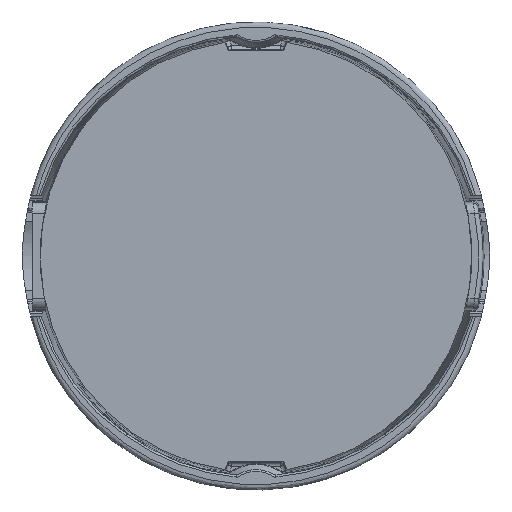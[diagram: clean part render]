
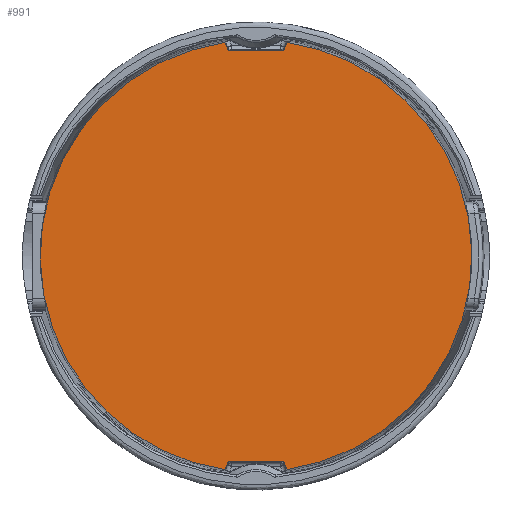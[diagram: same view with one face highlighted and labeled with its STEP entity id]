
A CAD part, top view. The second image highlights one B-rep face of the part: STEP entity #991.
In plain terms, the highlighted planar face has unit normal (0, 0, 1).
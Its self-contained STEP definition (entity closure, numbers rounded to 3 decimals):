
#243=CARTESIAN_POINT('Vertex',(-1.439,9.829,13.612)) ;
#302=CARTESIAN_POINT('Vertex',(1.439,9.829,13.612)) ;
#305=CARTESIAN_POINT('Axis2P3D Location',(0.,0.,13.612)) ;
#309=CARTESIAN_POINT('Vertex',(8.717,4.762,13.612)) ;
#398=CARTESIAN_POINT('Vertex',(-8.717,-4.762,13.612)) ;
#401=CARTESIAN_POINT('Axis2P3D Location',(0.,0.,13.612)) ;
#433=CARTESIAN_POINT('Vertex',(1.439,-9.829,13.612)) ;
#492=CARTESIAN_POINT('Vertex',(-1.439,-9.829,13.612)) ;
#495=CARTESIAN_POINT('Axis2P3D Location',(0.,0.,13.612)) ;
#565=CARTESIAN_POINT('Axis2P3D Location',(0.,0.,13.612)) ;
#904=CARTESIAN_POINT('Axis2P3D Location',(0.,0.,13.612)) ;
#909=CARTESIAN_POINT('Line Origine',(1.386,9.702,13.612)) ;
#913=CARTESIAN_POINT('Vertex',(1.333,9.576,13.612)) ;
#916=CARTESIAN_POINT('Axis2P3D Location',(1.148,9.653,13.612)) ;
#920=CARTESIAN_POINT('Vertex',(1.148,9.453,13.612)) ;
#923=CARTESIAN_POINT('Line Origine',(0.,9.453,13.612)) ;
#927=CARTESIAN_POINT('Vertex',(-1.148,9.453,13.612)) ;
#930=CARTESIAN_POINT('Axis2P3D Location',(-1.148,9.653,13.612)) ;
#934=CARTESIAN_POINT('Vertex',(-1.333,9.576,13.612)) ;
#937=CARTESIAN_POINT('Line Origine',(-1.386,9.702,13.612)) ;
#942=CARTESIAN_POINT('Line Origine',(-1.386,-9.702,13.612)) ;
#946=CARTESIAN_POINT('Vertex',(-1.333,-9.576,13.612)) ;
#949=CARTESIAN_POINT('Axis2P3D Location',(-1.148,-9.653,13.612)) ;
#953=CARTESIAN_POINT('Vertex',(-1.148,-9.453,13.612)) ;
#956=CARTESIAN_POINT('Line Origine',(0.,-9.453,13.612)) ;
#960=CARTESIAN_POINT('Vertex',(1.148,-9.453,13.612)) ;
#963=CARTESIAN_POINT('Axis2P3D Location',(1.148,-9.653,13.612)) ;
#967=CARTESIAN_POINT('Vertex',(1.333,-9.576,13.612)) ;
#970=CARTESIAN_POINT('Line Origine',(1.386,-9.702,13.612)) ;
#306=DIRECTION('Axis2P3D Direction',(-0.,0.,-1.)) ;
#402=DIRECTION('Axis2P3D Direction',(-0.,0.,-1.)) ;
#496=DIRECTION('Axis2P3D Direction',(-0.,0.,-1.)) ;
#566=DIRECTION('Axis2P3D Direction',(-0.,0.,-1.)) ;
#905=DIRECTION('Axis2P3D Direction',(0.,0.,1.)) ;
#906=DIRECTION('Axis2P3D XDirection',(1.,0.,0.)) ;
#910=DIRECTION('Vector Direction',(-0.386,-0.922,0.)) ;
#917=DIRECTION('Axis2P3D Direction',(0.,0.,1.)) ;
#924=DIRECTION('Vector Direction',(1.,0.,0.)) ;
#931=DIRECTION('Axis2P3D Direction',(0.,0.,1.)) ;
#938=DIRECTION('Vector Direction',(0.386,-0.922,0.)) ;
#943=DIRECTION('Vector Direction',(0.386,0.922,0.)) ;
#950=DIRECTION('Axis2P3D Direction',(0.,0.,1.)) ;
#957=DIRECTION('Vector Direction',(1.,0.,0.)) ;
#964=DIRECTION('Axis2P3D Direction',(0.,0.,1.)) ;
#971=DIRECTION('Vector Direction',(-0.386,0.922,0.)) ;
#307=AXIS2_PLACEMENT_3D('Circle Axis2P3D',#305,#306,$) ;
#403=AXIS2_PLACEMENT_3D('Circle Axis2P3D',#401,#402,$) ;
#497=AXIS2_PLACEMENT_3D('Circle Axis2P3D',#495,#496,$) ;
#567=AXIS2_PLACEMENT_3D('Circle Axis2P3D',#565,#566,$) ;
#907=AXIS2_PLACEMENT_3D('Plane Axis2P3D',#904,#905,#906) ;
#918=AXIS2_PLACEMENT_3D('Circle Axis2P3D',#916,#917,$) ;
#932=AXIS2_PLACEMENT_3D('Circle Axis2P3D',#930,#931,$) ;
#951=AXIS2_PLACEMENT_3D('Circle Axis2P3D',#949,#950,$) ;
#965=AXIS2_PLACEMENT_3D('Circle Axis2P3D',#963,#964,$) ;
#976=ORIENTED_EDGE('',*,*,#569,.T.) ;
#977=ORIENTED_EDGE('',*,*,#311,.T.) ;
#978=ORIENTED_EDGE('',*,*,#915,.T.) ;
#979=ORIENTED_EDGE('',*,*,#922,.T.) ;
#980=ORIENTED_EDGE('',*,*,#929,.T.) ;
#981=ORIENTED_EDGE('',*,*,#936,.T.) ;
#982=ORIENTED_EDGE('',*,*,#941,.T.) ;
#983=ORIENTED_EDGE('',*,*,#405,.T.) ;
#984=ORIENTED_EDGE('',*,*,#499,.T.) ;
#985=ORIENTED_EDGE('',*,*,#948,.T.) ;
#986=ORIENTED_EDGE('',*,*,#955,.T.) ;
#987=ORIENTED_EDGE('',*,*,#962,.T.) ;
#988=ORIENTED_EDGE('',*,*,#969,.T.) ;
#989=ORIENTED_EDGE('',*,*,#974,.T.) ;
#911=VECTOR('Line Direction',#910,1.) ;
#925=VECTOR('Line Direction',#924,1.) ;
#939=VECTOR('Line Direction',#938,1.) ;
#944=VECTOR('Line Direction',#943,1.) ;
#958=VECTOR('Line Direction',#957,1.) ;
#972=VECTOR('Line Direction',#971,1.) ;
#991=ADVANCED_FACE('LR1-RS',(#990),#908,.T.) ;
#308=CIRCLE('generated circle',#307,9.934) ;
#404=CIRCLE('generated circle',#403,9.934) ;
#498=CIRCLE('generated circle',#497,9.934) ;
#568=CIRCLE('generated circle',#567,9.934) ;
#919=CIRCLE('generated circle',#918,0.2) ;
#933=CIRCLE('generated circle',#932,0.2) ;
#952=CIRCLE('generated circle',#951,0.2) ;
#966=CIRCLE('generated circle',#965,0.2) ;
#311=EDGE_CURVE('',#310,#303,#308,.F.) ;
#405=EDGE_CURVE('',#244,#399,#404,.F.) ;
#499=EDGE_CURVE('',#399,#493,#498,.F.) ;
#569=EDGE_CURVE('',#434,#310,#568,.F.) ;
#915=EDGE_CURVE('',#303,#914,#912,.T.) ;
#922=EDGE_CURVE('',#914,#921,#919,.F.) ;
#929=EDGE_CURVE('',#921,#928,#926,.F.) ;
#936=EDGE_CURVE('',#928,#935,#933,.F.) ;
#941=EDGE_CURVE('',#935,#244,#940,.F.) ;
#948=EDGE_CURVE('',#493,#947,#945,.T.) ;
#955=EDGE_CURVE('',#947,#954,#952,.F.) ;
#962=EDGE_CURVE('',#954,#961,#959,.T.) ;
#969=EDGE_CURVE('',#961,#968,#966,.F.) ;
#974=EDGE_CURVE('',#968,#434,#973,.F.) ;
#975=EDGE_LOOP('',(#976,#977,#978,#979,#980,#981,#982,#983,#984,#985,#986,#987,#988,#989)) ;
#990=FACE_OUTER_BOUND('',#975,.T.) ;
#912=LINE('Line',#909,#911) ;
#926=LINE('Line',#923,#925) ;
#940=LINE('Line',#937,#939) ;
#945=LINE('Line',#942,#944) ;
#959=LINE('Line',#956,#958) ;
#973=LINE('Line',#970,#972) ;
#908=PLANE('',#907) ;
#244=VERTEX_POINT('',#243) ;
#303=VERTEX_POINT('',#302) ;
#310=VERTEX_POINT('',#309) ;
#399=VERTEX_POINT('',#398) ;
#434=VERTEX_POINT('',#433) ;
#493=VERTEX_POINT('',#492) ;
#914=VERTEX_POINT('',#913) ;
#921=VERTEX_POINT('',#920) ;
#928=VERTEX_POINT('',#927) ;
#935=VERTEX_POINT('',#934) ;
#947=VERTEX_POINT('',#946) ;
#954=VERTEX_POINT('',#953) ;
#961=VERTEX_POINT('',#960) ;
#968=VERTEX_POINT('',#967) ;
